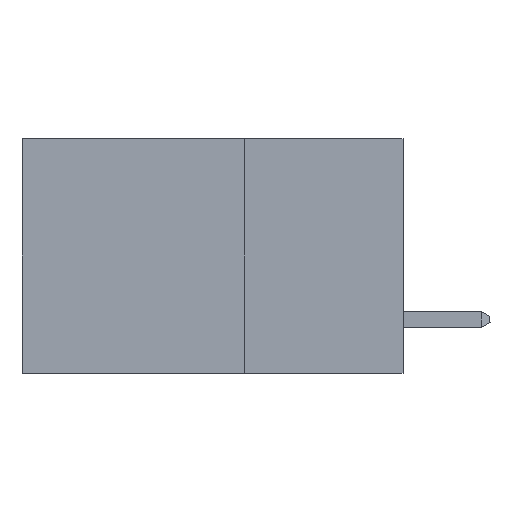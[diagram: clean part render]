
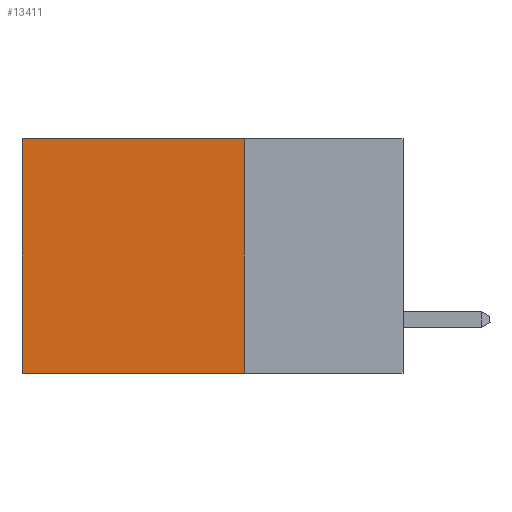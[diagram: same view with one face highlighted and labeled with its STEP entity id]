
A CAD part, left-side view. The second image highlights one B-rep face of the part: STEP entity #13411.
In plain terms, the highlighted planar face has unit normal (-1, 0, 0).
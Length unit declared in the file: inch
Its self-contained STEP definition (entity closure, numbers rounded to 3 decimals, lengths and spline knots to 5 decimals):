
#279 = ORIENTED_EDGE ( 'NONE', *, *, #2168, .T. ) ;
#599 = AXIS2_PLACEMENT_3D ( 'NONE', #36296, #10376, #6801 ) ;
#873 = ORIENTED_EDGE ( 'NONE', *, *, #26019, .T. ) ;
#1165 = VECTOR ( 'NONE', #18432, 39.37008 ) ;
#1684 = LINE ( 'NONE', #19553, #30657 ) ;
#2078 = ORIENTED_EDGE ( 'NONE', *, *, #3300, .F. ) ;
#2168 = EDGE_CURVE ( 'NONE', #23733, #40103, #9896, .T. ) ;
#3300 = EDGE_CURVE ( 'NONE', #41547, #40103, #8795, .T. ) ;
#6617 = VERTEX_POINT ( 'NONE', #34241 ) ;
#6801 = DIRECTION ( 'NONE',  ( 0., 0., -1. ) ) ;
#8795 = LINE ( 'NONE', #33290, #13351 ) ;
#9896 = LINE ( 'NONE', #41242, #1165 ) ;
#10376 = DIRECTION ( 'NONE',  ( 1., 0., 0. ) ) ;
#11603 = DIRECTION ( 'NONE',  ( 0., 0., -1. ) ) ;
#13351 = VECTOR ( 'NONE', #36830, 39.37008 ) ;
#13411 = ADVANCED_FACE ( 'NONE', ( #27967 ), #16322, .F. ) ;
#14258 = CARTESIAN_POINT ( 'NONE',  ( 0.2875, 0.6, 0. ) ) ;
#15004 = LINE ( 'NONE', #21199, #25620 ) ;
#16322 = PLANE ( 'NONE',  #599 ) ;
#18432 = DIRECTION ( 'NONE',  ( 0., 0., -1. ) ) ;
#19548 = EDGE_LOOP ( 'NONE', ( #279, #2078, #29264, #873 ) ) ;
#19553 = CARTESIAN_POINT ( 'NONE',  ( 0.2875, 0.25, 0. ) ) ;
#21199 = CARTESIAN_POINT ( 'NONE',  ( 0.2875, 0.25, 0. ) ) ;
#23733 = VERTEX_POINT ( 'NONE', #14258 ) ;
#25620 = VECTOR ( 'NONE', #11603, 39.37008 ) ;
#26019 = EDGE_CURVE ( 'NONE', #6617, #23733, #1684, .T. ) ;
#26832 = CARTESIAN_POINT ( 'NONE',  ( 0.2875, 0.25, -0.37 ) ) ;
#27667 = CARTESIAN_POINT ( 'NONE',  ( 0.2875, 0.6, -0.37 ) ) ;
#27967 = FACE_OUTER_BOUND ( 'NONE', #19548, .T. ) ;
#29264 = ORIENTED_EDGE ( 'NONE', *, *, #31226, .F. ) ;
#30657 = VECTOR ( 'NONE', #41970, 39.37008 ) ;
#31226 = EDGE_CURVE ( 'NONE', #6617, #41547, #15004, .T. ) ;
#33290 = CARTESIAN_POINT ( 'NONE',  ( 0.2875, 0.25, -0.37 ) ) ;
#34241 = CARTESIAN_POINT ( 'NONE',  ( 0.2875, 0.25, 0. ) ) ;
#36296 = CARTESIAN_POINT ( 'NONE',  ( 0.2875, 0.25, 0. ) ) ;
#36830 = DIRECTION ( 'NONE',  ( 0., 1., 0. ) ) ;
#40103 = VERTEX_POINT ( 'NONE', #27667 ) ;
#41242 = CARTESIAN_POINT ( 'NONE',  ( 0.2875, 0.6, 0. ) ) ;
#41547 = VERTEX_POINT ( 'NONE', #26832 ) ;
#41970 = DIRECTION ( 'NONE',  ( 0., 1., 0. ) ) ;
